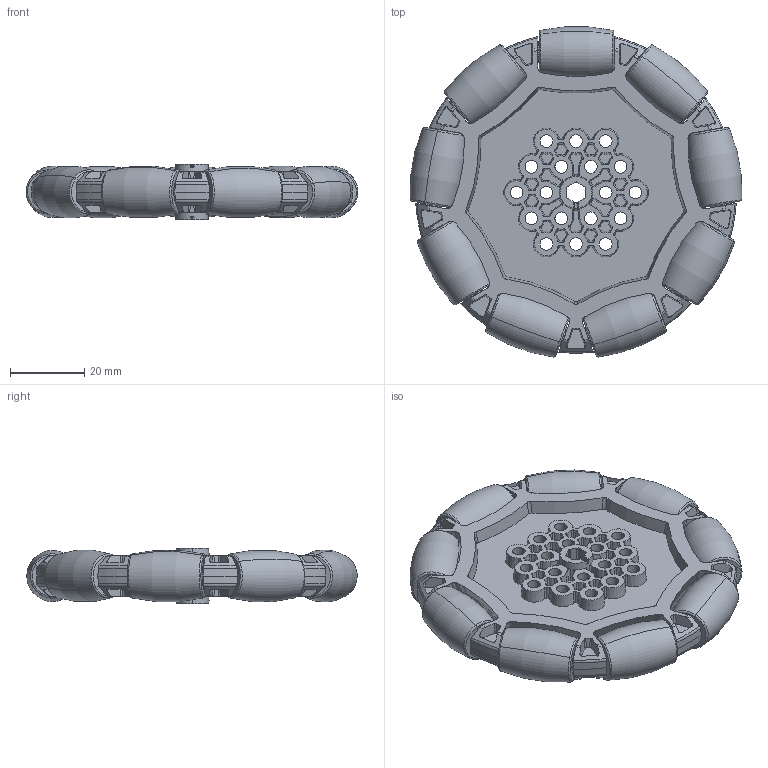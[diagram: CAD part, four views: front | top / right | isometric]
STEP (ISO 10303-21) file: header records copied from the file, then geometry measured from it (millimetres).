
FILE_DESCRIPTION (( 'STEP AP214' ), '1' );
FILE_NAME ('REV-41-1190.STEP', '2017-04-01T04:50:48', ( '' ), ( '' ), 'SwSTEP 2.0', 'SolidWorks 2016', '' );
FILE_SCHEMA (( 'AUTOMOTIVE_DESIGN' ));
Length unit declared in the file: millimetre
Products named in the file (1): REV-41-1190
Bounding box: 89.37 x 88.93 x 15 mm (x, y, z)
Volume: 48503.2 mm3; surface area: 50668.1 mm2
Topology: 29 solids, 29 shells, 2278 faces, 6135 edges, 3918 vertices
Faces by surface type: cone 754, bspline 564, cylinder 480, plane 444, torus 36
Entity records: 113938 total; most frequent: CARTESIAN_POINT 35494, ORIENTED_EDGE 12244, DIRECTION 9755, EDGE_CURVE 6122, AXIS2_PLACEMENT_3D 3970, VERTEX_POINT 3918, EDGE_LOOP 2370, UNCERTAINTY_MEASURE_WITH_UNIT 2309
